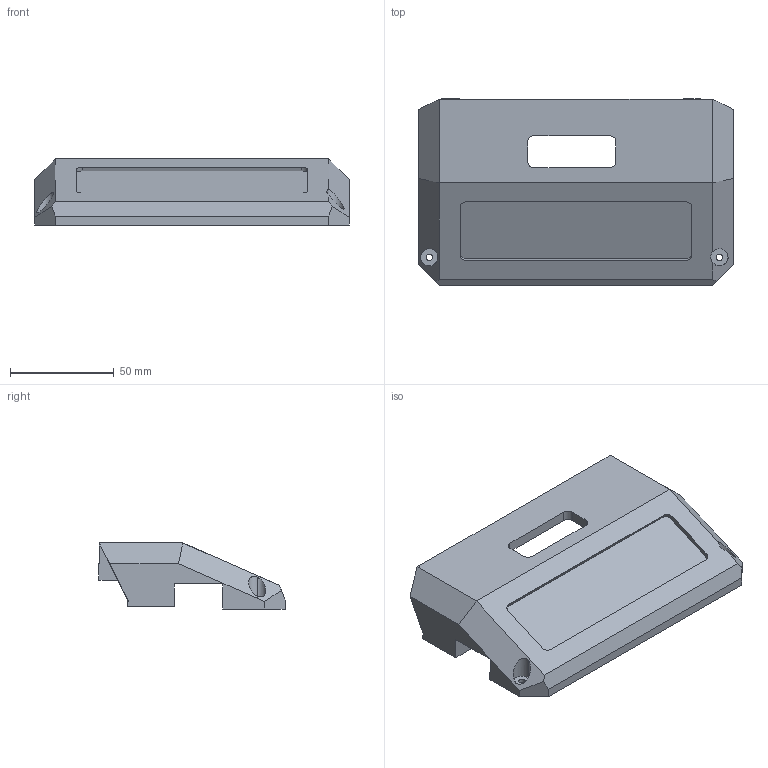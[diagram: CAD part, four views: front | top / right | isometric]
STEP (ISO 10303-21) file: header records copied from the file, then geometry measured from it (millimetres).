
FILE_DESCRIPTION (( 'STEP AP214' ), '1' );
FILE_NAME ('綴裔.STEP', '2025-03-27T17:07:20', ( '' ), ( '' ), 'SwSTEP 2.0', 'SolidWorks 2020', '' );
FILE_SCHEMA (( 'AUTOMOTIVE_DESIGN' ));
Length unit declared in the file: millimetre
Products named in the file (1): 綴裔
Bounding box: 151.89 x 89.88 x 31.93 mm (x, y, z)
Volume: 109574 mm3; surface area: 38297.5 mm2
Topology: 1 solids, 1 shells, 80 faces, 223 edges, 147 vertices
Faces by surface type: plane 64, cylinder 16
Entity records: 2581 total; most frequent: CARTESIAN_POINT 469, ORIENTED_EDGE 446, DIRECTION 407, EDGE_CURVE 223, VECTOR 189, LINE 189, VERTEX_POINT 147, AXIS2_PLACEMENT_3D 109
